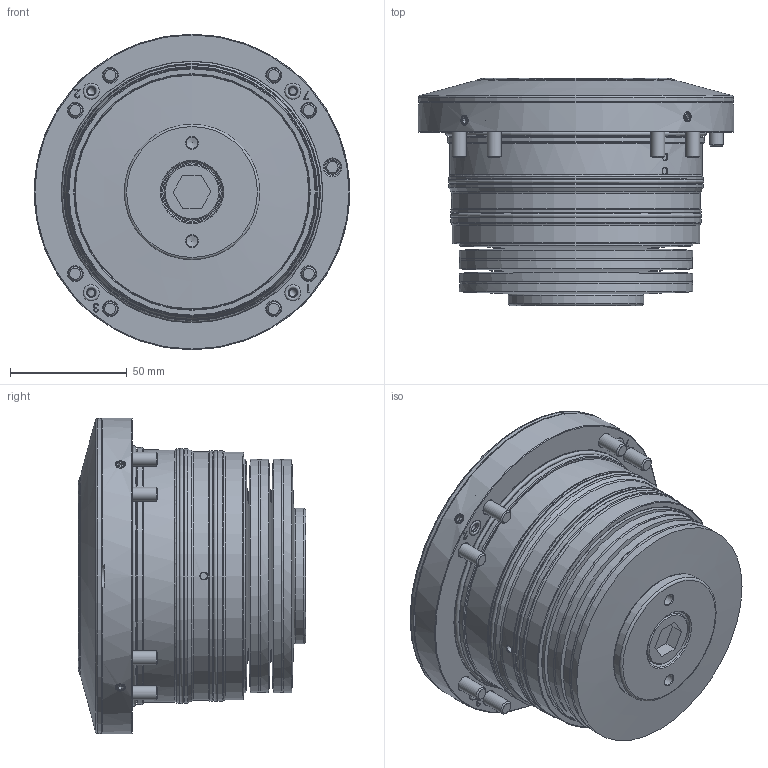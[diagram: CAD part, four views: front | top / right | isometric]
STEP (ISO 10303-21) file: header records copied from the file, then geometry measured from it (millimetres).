
FILE_DESCRIPTION (( 'STEP AP214' ), '1' );
FILE_NAME ('STARK_801 209_C.STEP', '2022-09-06T11:21:05', ( '' ), ( '' ), 'SwSTEP 2.0', 'SolidWorks 2021', '' );
FILE_SCHEMA (( 'AUTOMOTIVE_DESIGN' ));
Length unit declared in the file: millimetre
Products named in the file (1): STARK_801 209_C
Bounding box: 135 x 97.25 x 135 mm (x, y, z)
Volume: 841336.8 mm3; surface area: 104557.4 mm2
Topology: 1 solids, 24 shells, 657 faces, 1491 edges, 966 vertices
Faces by surface type: plane 232, cone 178, cylinder 149, torus 62, bspline 20, sphere 16
Full cylindrical faces by diameter (mm): 1 x1, 2.5 x2, 3 x3, 3.3 x9, 4 x4, 4.8 x16, 5 x2, 6 x9, 6.2 x8, 7 x5, 10 x8, 11 x8, 24 x1, 26 x1, 30.4 x3, 35 x1, 48.5 x1, 52.954 x1, 53.266 x2, 58 x1, 85 x1, 85.1 x1, 98.93 x1, 98.977 x1, 99.749 x2, 100.6 x1, 104.1 x1, 105.704 x1, 106 x1, 106.1 x1
Entity records: 26088 total; most frequent: CARTESIAN_POINT 7378, DIRECTION 2569, ORIENTED_EDGE 2236, EDGE_CURVE 1118, AXIS2_PLACEMENT_3D 1108, EDGE_LOOP 1005, VERTEX_POINT 847, FACE_OUTER_BOUND 822
